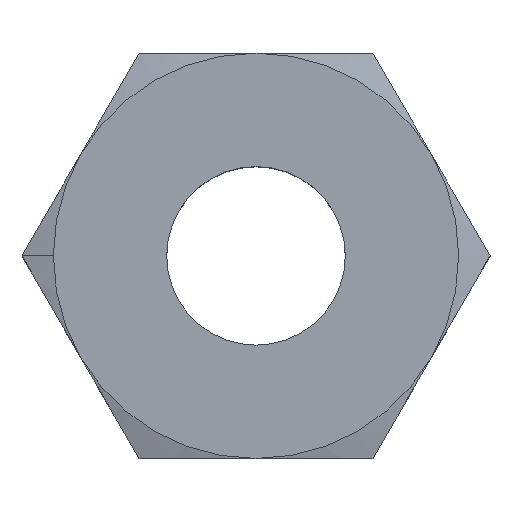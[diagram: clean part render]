
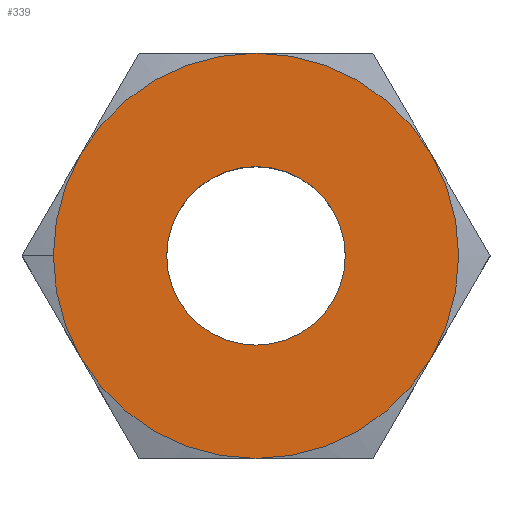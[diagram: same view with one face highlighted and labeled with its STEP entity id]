
A CAD part, top view. The second image highlights one B-rep face of the part: STEP entity #339.
In plain terms, the highlighted planar face has unit normal (0, 0, 1).
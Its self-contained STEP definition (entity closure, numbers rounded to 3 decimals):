
#20 = VERTEX_POINT ( 'NONE', #28 ) ;
#28 = CARTESIAN_POINT ( 'NONE',  ( 0., -2.451, 1.08 ) ) ;
#47 = PLANE ( 'NONE',  #60 ) ;
#48 = VERTEX_POINT ( 'NONE', #88 ) ;
#60 = AXIS2_PLACEMENT_3D ( 'NONE', #703, #602, #241 ) ;
#69 = DIRECTION ( 'NONE',  ( 1., 0., 0. ) ) ;
#72 = CARTESIAN_POINT ( 'NONE',  ( 1.08, 0., 1.08 ) ) ;
#88 = CARTESIAN_POINT ( 'NONE',  ( -2.451, 0., 1.08 ) ) ;
#101 = CIRCLE ( 'NONE', #433, 2.451 ) ;
#103 = CIRCLE ( 'NONE', #315, 2.451 ) ;
#113 = DIRECTION ( 'NONE',  ( 0., 0., -1. ) ) ;
#115 = DIRECTION ( 'NONE',  ( 0., 0., 1. ) ) ;
#132 = EDGE_CURVE ( 'NONE', #493, #48, #728, .T. ) ;
#135 = VERTEX_POINT ( 'NONE', #154 ) ;
#136 = ORIENTED_EDGE ( 'NONE', *, *, #225, .T. ) ;
#139 = ORIENTED_EDGE ( 'NONE', *, *, #549, .F. ) ;
#140 = CIRCLE ( 'NONE', #313, 2.451 ) ;
#154 = CARTESIAN_POINT ( 'NONE',  ( 0., 2.451, 1.08 ) ) ;
#157 = EDGE_CURVE ( 'NONE', #493, #135, #103, .T. ) ;
#159 = CARTESIAN_POINT ( 'NONE',  ( 0., 0., 1.08 ) ) ;
#162 = ORIENTED_EDGE ( 'NONE', *, *, #462, .T. ) ;
#165 = DIRECTION ( 'NONE',  ( 1., 0., 0. ) ) ;
#185 = CARTESIAN_POINT ( 'NONE',  ( 0., 0., 1.08 ) ) ;
#187 = EDGE_CURVE ( 'NONE', #448, #291, #593, .T. ) ;
#197 = CARTESIAN_POINT ( 'NONE',  ( 2.123, 1.226, 1.08 ) ) ;
#207 = ORIENTED_EDGE ( 'NONE', *, *, #187, .T. ) ;
#209 = EDGE_CURVE ( 'NONE', #352, #20, #319, .T. ) ;
#225 = EDGE_CURVE ( 'NONE', #48, #352, #140, .T. ) ;
#226 = DIRECTION ( 'NONE',  ( -1., 0., 0. ) ) ;
#231 = CARTESIAN_POINT ( 'NONE',  ( 0., 0., 1.08 ) ) ;
#239 = CARTESIAN_POINT ( 'NONE',  ( 0., 0., 1.08 ) ) ;
#241 = DIRECTION ( 'NONE',  ( 1., 0., 0. ) ) ;
#253 = DIRECTION ( 'NONE',  ( 1., 0., 0. ) ) ;
#263 = FACE_OUTER_BOUND ( 'NONE', #749, .T. ) ;
#278 = DIRECTION ( 'NONE',  ( 0., 0., 1. ) ) ;
#279 = VERTEX_POINT ( 'NONE', #72 ) ;
#281 = DIRECTION ( 'NONE',  ( 1., 0., 0. ) ) ;
#291 = VERTEX_POINT ( 'NONE', #197 ) ;
#313 = AXIS2_PLACEMENT_3D ( 'NONE', #726, #322, #253 ) ;
#315 = AXIS2_PLACEMENT_3D ( 'NONE', #654, #113, #226 ) ;
#317 = CIRCLE ( 'NONE', #758, 1.08 ) ;
#319 = CIRCLE ( 'NONE', #524, 2.451 ) ;
#322 = DIRECTION ( 'NONE',  ( 0., 0., 1. ) ) ;
#334 = CARTESIAN_POINT ( 'NONE',  ( -2.123, 1.226, 1.08 ) ) ;
#339 = ADVANCED_FACE ( 'NONE', ( #605, #263 ), #47, .T. ) ;
#342 = DIRECTION ( 'NONE',  ( 1., 0., 0. ) ) ;
#352 = VERTEX_POINT ( 'NONE', #590 ) ;
#366 = ORIENTED_EDGE ( 'NONE', *, *, #209, .T. ) ;
#371 = EDGE_CURVE ( 'NONE', #20, #448, #101, .T. ) ;
#393 = AXIS2_PLACEMENT_3D ( 'NONE', #159, #638, #281 ) ;
#403 = AXIS2_PLACEMENT_3D ( 'NONE', #521, #278, #342 ) ;
#405 = DIRECTION ( 'NONE',  ( 1., 0., 0. ) ) ;
#420 = CARTESIAN_POINT ( 'NONE',  ( -1.08, 0., 1.08 ) ) ;
#429 = EDGE_LOOP ( 'NONE', ( #741, #139 ) ) ;
#433 = AXIS2_PLACEMENT_3D ( 'NONE', #557, #617, #674 ) ;
#442 = EDGE_CURVE ( 'NONE', #279, #652, #513, .T. ) ;
#448 = VERTEX_POINT ( 'NONE', #644 ) ;
#454 = CARTESIAN_POINT ( 'NONE',  ( 0., 0., 1.08 ) ) ;
#462 = EDGE_CURVE ( 'NONE', #291, #135, #637, .T. ) ;
#474 = ORIENTED_EDGE ( 'NONE', *, *, #132, .T. ) ;
#493 = VERTEX_POINT ( 'NONE', #334 ) ;
#513 = CIRCLE ( 'NONE', #714, 1.08 ) ;
#521 = CARTESIAN_POINT ( 'NONE',  ( 0., 0., 1.08 ) ) ;
#524 = AXIS2_PLACEMENT_3D ( 'NONE', #185, #724, #69 ) ;
#543 = DIRECTION ( 'NONE',  ( 1., 0., 0. ) ) ;
#549 = EDGE_CURVE ( 'NONE', #652, #279, #317, .T. ) ;
#551 = DIRECTION ( 'NONE',  ( 0., 0., 1. ) ) ;
#557 = CARTESIAN_POINT ( 'NONE',  ( 0., 0., 1.08 ) ) ;
#580 = DIRECTION ( 'NONE',  ( 0., 0., 1. ) ) ;
#590 = CARTESIAN_POINT ( 'NONE',  ( -2.123, -1.226, 1.08 ) ) ;
#593 = CIRCLE ( 'NONE', #640, 2.451 ) ;
#602 = DIRECTION ( 'NONE',  ( 0., 0., 1. ) ) ;
#605 = FACE_BOUND ( 'NONE', #429, .T. ) ;
#617 = DIRECTION ( 'NONE',  ( 0., 0., 1. ) ) ;
#637 = CIRCLE ( 'NONE', #403, 2.451 ) ;
#638 = DIRECTION ( 'NONE',  ( 0., 0., 1. ) ) ;
#640 = AXIS2_PLACEMENT_3D ( 'NONE', #239, #551, #543 ) ;
#644 = CARTESIAN_POINT ( 'NONE',  ( 2.123, -1.226, 1.08 ) ) ;
#652 = VERTEX_POINT ( 'NONE', #420 ) ;
#654 = CARTESIAN_POINT ( 'NONE',  ( 0., 0., 1.08 ) ) ;
#674 = DIRECTION ( 'NONE',  ( 1., 0., 0. ) ) ;
#703 = CARTESIAN_POINT ( 'NONE',  ( 0., 0., 1.08 ) ) ;
#714 = AXIS2_PLACEMENT_3D ( 'NONE', #454, #580, #165 ) ;
#719 = ORIENTED_EDGE ( 'NONE', *, *, #371, .T. ) ;
#724 = DIRECTION ( 'NONE',  ( 0., 0., 1. ) ) ;
#726 = CARTESIAN_POINT ( 'NONE',  ( 0., 0., 1.08 ) ) ;
#728 = CIRCLE ( 'NONE', #393, 2.451 ) ;
#741 = ORIENTED_EDGE ( 'NONE', *, *, #442, .F. ) ;
#749 = EDGE_LOOP ( 'NONE', ( #207, #162, #757, #474, #136, #366, #719 ) ) ;
#757 = ORIENTED_EDGE ( 'NONE', *, *, #157, .F. ) ;
#758 = AXIS2_PLACEMENT_3D ( 'NONE', #231, #115, #405 ) ;
